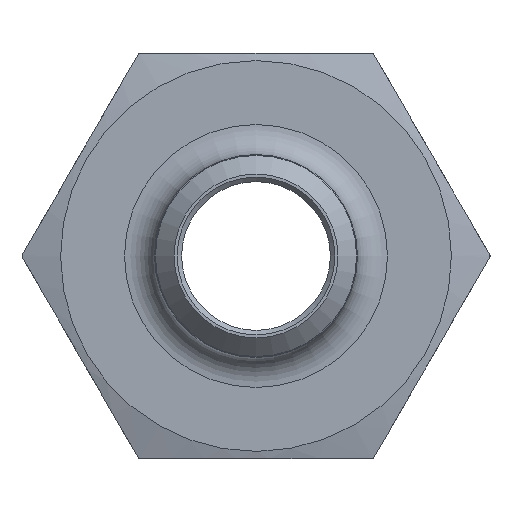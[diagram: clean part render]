
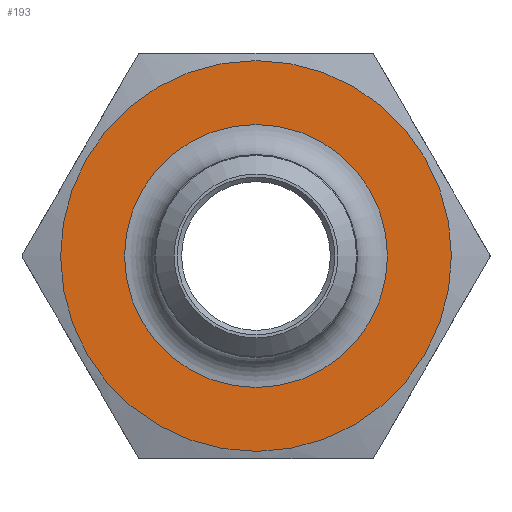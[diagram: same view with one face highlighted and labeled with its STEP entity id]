
A CAD part, left-side view. The second image highlights one B-rep face of the part: STEP entity #193.
In plain terms, the highlighted planar face has unit normal (-1, 0, 0).
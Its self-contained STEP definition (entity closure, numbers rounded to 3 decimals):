
#160=PLANE('',#659);
#193=ADVANCED_FACE('',(#271,#272),#160,.F.);
#271=FACE_BOUND('',#335,.T.);
#272=FACE_BOUND('',#336,.T.);
#335=EDGE_LOOP('',(#457));
#336=EDGE_LOOP('',(#458));
#457=ORIENTED_EDGE('',*,*,#575,.T.);
#458=ORIENTED_EDGE('',*,*,#574,.F.);
#513=VERTEX_POINT('',#1137);
#514=VERTEX_POINT('',#1140);
#574=EDGE_CURVE('',#513,#513,#599,.T.);
#575=EDGE_CURVE('',#514,#514,#600,.T.);
#599=CIRCLE('',#656,13.);
#600=CIRCLE('',#658,8.75);
#656=AXIS2_PLACEMENT_3D('',#1136,#784,#785);
#658=AXIS2_PLACEMENT_3D('',#1139,#788,#789);
#659=AXIS2_PLACEMENT_3D('',#1141,#790,#791);
#784=DIRECTION('',(1.,0.,0.));
#785=DIRECTION('',(0.,0.,1.));
#788=DIRECTION('',(1.,0.,0.));
#789=DIRECTION('',(0.,0.,1.));
#790=DIRECTION('',(1.,0.,0.));
#791=DIRECTION('',(0.,0.,-1.));
#1136=CARTESIAN_POINT('',(16.,0.,0.));
#1137=CARTESIAN_POINT('',(16.,0.,13.));
#1139=CARTESIAN_POINT('',(16.,0.,0.));
#1140=CARTESIAN_POINT('',(16.,0.,8.75));
#1141=CARTESIAN_POINT('',(16.,-13.,0.));
